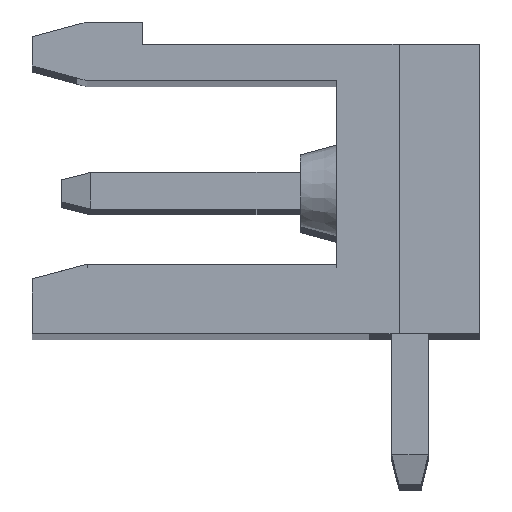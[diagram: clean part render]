
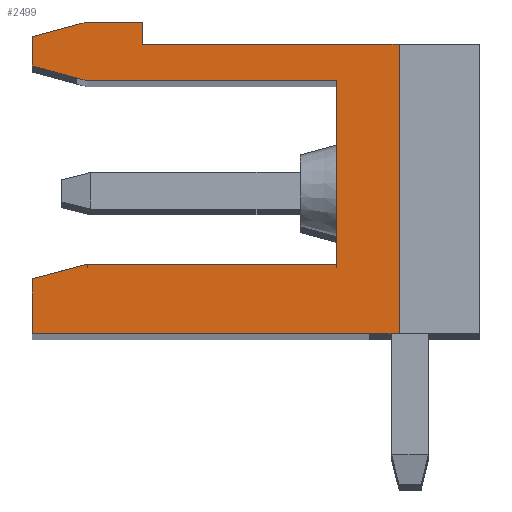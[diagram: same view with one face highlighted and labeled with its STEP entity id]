
A CAD part, top view. The second image highlights one B-rep face of the part: STEP entity #2499.
In plain terms, the highlighted planar face has unit normal (0, 0, 1).
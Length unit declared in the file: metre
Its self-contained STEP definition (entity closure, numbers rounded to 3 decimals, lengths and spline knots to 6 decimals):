
#2499=ADVANCED_FACE('',(#5300),#5301,.F.);
#5300=FACE_OUTER_BOUND('',#8373,.T.);
#5301=PLANE('',#8374);
#8373=EDGE_LOOP('',(#15575,#15576,#15577,#15578,#15579,#15580,#15581,#15582,#15583,#15584,#15585,#15586,#15587));
#8374=AXIS2_PLACEMENT_3D('',#15588,#15589,#15590);
#15575=ORIENTED_EDGE('',*,*,#20801,.T.);
#15576=ORIENTED_EDGE('',*,*,#20803,.T.);
#15577=ORIENTED_EDGE('',*,*,#20804,.T.);
#15578=ORIENTED_EDGE('',*,*,#20805,.T.);
#15579=ORIENTED_EDGE('',*,*,#20806,.T.);
#15580=ORIENTED_EDGE('',*,*,#20807,.T.);
#15581=ORIENTED_EDGE('',*,*,#20808,.T.);
#15582=ORIENTED_EDGE('',*,*,#20809,.F.);
#15583=ORIENTED_EDGE('',*,*,#20810,.F.);
#15584=ORIENTED_EDGE('',*,*,#20670,.F.);
#15585=ORIENTED_EDGE('',*,*,#20811,.F.);
#15586=ORIENTED_EDGE('',*,*,#20812,.F.);
#15587=ORIENTED_EDGE('',*,*,#20813,.T.);
#15588=CARTESIAN_POINT('',(-0.0037,0.0069,1.23324));
#15589=DIRECTION('',(0.0,0.0,-1.0));
#15590=DIRECTION('',(0.0,-1.0,0.0));
#20670=EDGE_CURVE('',#25412,#25414,#25415,.T.);
#20801=EDGE_CURVE('',#25559,#25609,#25611,.T.);
#20803=EDGE_CURVE('',#25609,#25613,#25614,.T.);
#20804=EDGE_CURVE('',#25613,#25615,#25616,.T.);
#20805=EDGE_CURVE('',#25615,#25617,#25618,.T.);
#20806=EDGE_CURVE('',#25617,#25619,#25620,.T.);
#20807=EDGE_CURVE('',#25619,#25621,#25622,.T.);
#20808=EDGE_CURVE('',#25621,#25623,#25624,.T.);
#20809=EDGE_CURVE('',#25625,#25623,#25626,.T.);
#20810=EDGE_CURVE('',#25414,#25625,#25627,.T.);
#20811=EDGE_CURVE('',#25628,#25412,#25629,.T.);
#20812=EDGE_CURVE('',#25630,#25628,#25631,.T.);
#20813=EDGE_CURVE('',#25630,#25559,#25632,.T.);
#25412=VERTEX_POINT('',#32326);
#25414=VERTEX_POINT('',#32329);
#25415=LINE('',#32330,#32331);
#25559=VERTEX_POINT('',#32545);
#25609=VERTEX_POINT('',#32626);
#25611=LINE('',#32629,#32630);
#25613=VERTEX_POINT('',#32632);
#25614=LINE('',#32633,#32634);
#25615=VERTEX_POINT('',#32635);
#25616=LINE('',#32636,#32637);
#25617=VERTEX_POINT('',#32638);
#25618=LINE('',#32639,#32640);
#25619=VERTEX_POINT('',#32641);
#25620=LINE('',#32642,#32643);
#25621=VERTEX_POINT('',#32644);
#25622=LINE('',#32645,#32646);
#25623=VERTEX_POINT('',#32647);
#25624=LINE('',#32648,#32649);
#25625=VERTEX_POINT('',#32650);
#25626=LINE('',#32651,#32652);
#25627=LINE('',#32653,#32654);
#25628=VERTEX_POINT('',#32655);
#25629=LINE('',#32656,#32657);
#25630=VERTEX_POINT('',#32658);
#25631=LINE('',#32659,#32660);
#25632=LINE('',#32661,#32662);
#32326=CARTESIAN_POINT('',(-0.0037,0.0019,1.23324));
#32329=CARTESIAN_POINT('',(-0.0037,0.0069,1.23324));
#32330=CARTESIAN_POINT('',(-0.0037,0.0069,1.23324));
#32331=VECTOR('',#35919,1.0);
#32545=CARTESIAN_POINT('',(-0.012,0.,1.23324));
#32626=CARTESIAN_POINT('',(-0.002,0.,1.23324));
#32629=CARTESIAN_POINT('',(-0.012,0.,1.23324));
#32630=VECTOR('',#36040,1.0);
#32632=CARTESIAN_POINT('',(-0.002,0.0079,1.23324));
#32633=CARTESIAN_POINT('',(-0.002,0.0079,1.23324));
#32634=VECTOR('',#36041,1.0);
#32635=CARTESIAN_POINT('',(-0.009,0.0079,1.23324));
#32636=CARTESIAN_POINT('',(-0.0022,0.0079,1.23324));
#32637=VECTOR('',#36042,1.0);
#32638=CARTESIAN_POINT('',(-0.009,0.0085,1.23324));
#32639=CARTESIAN_POINT('',(-0.009,0.0081,1.23324));
#32640=VECTOR('',#36043,1.0);
#32641=CARTESIAN_POINT('',(-0.010507,0.0085,1.23324));
#32642=CARTESIAN_POINT('',(-0.009,0.0085,1.23324));
#32643=VECTOR('',#36044,1.0);
#32644=CARTESIAN_POINT('',(-0.012,0.0081,1.23324));
#32645=CARTESIAN_POINT('',(-0.010507,0.0085,1.23324));
#32646=VECTOR('',#36045,1.0);
#32647=CARTESIAN_POINT('',(-0.012,0.0073,1.23324));
#32648=CARTESIAN_POINT('',(-0.012,0.0082,1.23324));
#32649=VECTOR('',#36046,1.0);
#32650=CARTESIAN_POINT('',(-0.010507,0.0069,1.23324));
#32651=CARTESIAN_POINT('',(-0.012,0.0073,1.23324));
#32652=VECTOR('',#36047,1.0);
#32653=CARTESIAN_POINT('',(-0.010507,0.0069,1.23324));
#32654=VECTOR('',#36048,1.0);
#32655=CARTESIAN_POINT('',(-0.0105,0.0019,1.23324));
#32656=CARTESIAN_POINT('',(-0.0037,0.0019,1.23324));
#32657=VECTOR('',#36049,1.0);
#32658=CARTESIAN_POINT('',(-0.012,0.001498,1.23324));
#32659=CARTESIAN_POINT('',(-0.0105,0.0019,1.23324));
#32660=VECTOR('',#36050,1.0);
#32661=CARTESIAN_POINT('',(-0.012,0.0082,1.23324));
#32662=VECTOR('',#36051,1.0);
#35919=DIRECTION('',(0.,1.0,0.0));
#36040=DIRECTION('',(1.0,0.0,0.0));
#36041=DIRECTION('',(0.0,1.0,0.0));
#36042=DIRECTION('',(-1.0,0.0,0.0));
#36043=DIRECTION('',(0.,1.0,0.0));
#36044=DIRECTION('',(-1.0,0.0,0.0));
#36045=DIRECTION('',(-0.966,-0.259,0.0));
#36046=DIRECTION('',(0.0,-1.0,0.0));
#36047=DIRECTION('',(-0.966,0.259,0.0));
#36048=DIRECTION('',(-1.0,0.0,0.0));
#36049=DIRECTION('',(1.0,0.0,0.0));
#36050=DIRECTION('',(0.966,0.259,0.0));
#36051=DIRECTION('',(0.0,-1.0,0.0));
